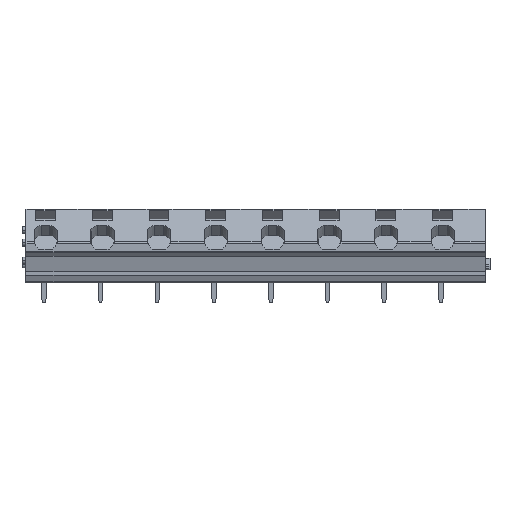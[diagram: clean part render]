
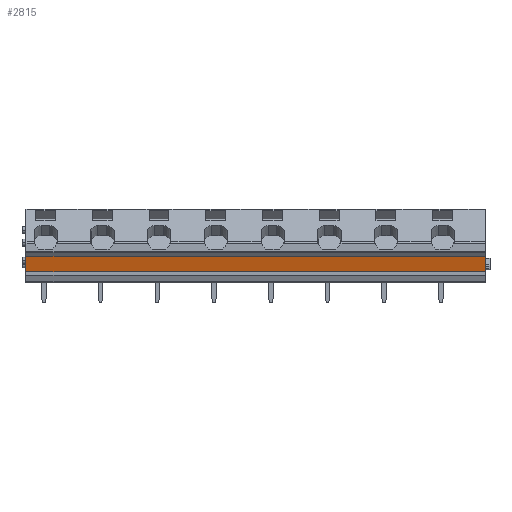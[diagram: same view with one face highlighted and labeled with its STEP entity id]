
A CAD part, front view. The second image highlights one B-rep face of the part: STEP entity #2815.
In plain terms, the highlighted planar face has unit normal (0, -0.966, -0.259).
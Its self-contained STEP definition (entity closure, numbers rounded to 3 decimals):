
#2788=AXIS2_PLACEMENT_3D('Plane Axis2P3D',#2785,#2786,#2787) ;
#2763=CARTESIAN_POINT('Vertex',(81.7,1.37,5.45)) ;
#2766=CARTESIAN_POINT('Line Origine',(41.2,1.37,5.45)) ;
#2770=CARTESIAN_POINT('Vertex',(0.7,1.37,5.45)) ;
#2785=CARTESIAN_POINT('Axis2P3D Location',(0.,0.634,8.2)) ;
#2790=CARTESIAN_POINT('Line Origine',(81.7,1.002,6.825)) ;
#2794=CARTESIAN_POINT('Vertex',(81.7,0.634,8.2)) ;
#2797=CARTESIAN_POINT('Line Origine',(41.2,0.634,8.2)) ;
#2801=CARTESIAN_POINT('Vertex',(0.7,0.634,8.2)) ;
#2804=CARTESIAN_POINT('Line Origine',(0.7,1.002,6.825)) ;
#2767=DIRECTION('Vector Direction',(1.,0.,0.)) ;
#2786=DIRECTION('Axis2P3D Direction',(0.,-0.966,-0.259)) ;
#2787=DIRECTION('Axis2P3D XDirection',(0.,0.259,-0.966)) ;
#2791=DIRECTION('Vector Direction',(0.,0.259,-0.966)) ;
#2798=DIRECTION('Vector Direction',(1.,0.,0.)) ;
#2805=DIRECTION('Vector Direction',(0.,0.259,-0.966)) ;
#2768=VECTOR('Line Direction',#2767,1.) ;
#2792=VECTOR('Line Direction',#2791,1.) ;
#2799=VECTOR('Line Direction',#2798,1.) ;
#2806=VECTOR('Line Direction',#2805,1.) ;
#2810=ORIENTED_EDGE('',*,*,#2796,.F.) ;
#2811=ORIENTED_EDGE('',*,*,#2803,.F.) ;
#2812=ORIENTED_EDGE('',*,*,#2808,.F.) ;
#2813=ORIENTED_EDGE('',*,*,#2772,.T.) ;
#2815=ADVANCED_FACE('HOUSING',(#2814),#2789,.T.) ;
#2772=EDGE_CURVE('',#2771,#2764,#2769,.T.) ;
#2796=EDGE_CURVE('',#2795,#2764,#2793,.T.) ;
#2803=EDGE_CURVE('',#2802,#2795,#2800,.T.) ;
#2808=EDGE_CURVE('',#2771,#2802,#2807,.F.) ;
#2809=EDGE_LOOP('',(#2810,#2811,#2812,#2813)) ;
#2814=FACE_OUTER_BOUND('',#2809,.T.) ;
#2769=LINE('Line',#2766,#2768) ;
#2793=LINE('Line',#2790,#2792) ;
#2800=LINE('Line',#2797,#2799) ;
#2807=LINE('Line',#2804,#2806) ;
#2789=PLANE('',#2788) ;
#2764=VERTEX_POINT('',#2763) ;
#2771=VERTEX_POINT('',#2770) ;
#2795=VERTEX_POINT('',#2794) ;
#2802=VERTEX_POINT('',#2801) ;
